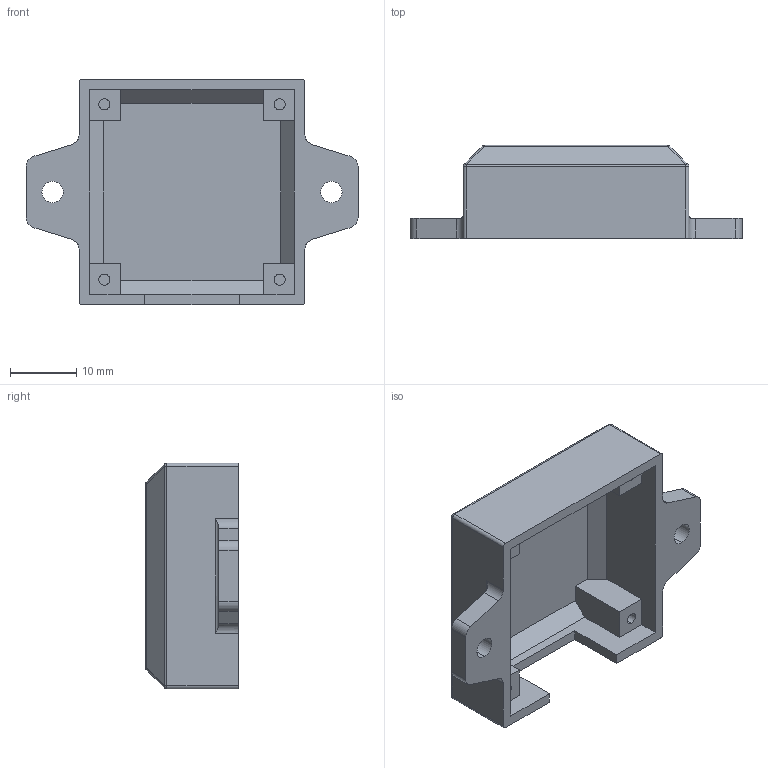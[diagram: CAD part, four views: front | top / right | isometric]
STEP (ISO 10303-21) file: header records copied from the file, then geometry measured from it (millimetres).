
FILE_DESCRIPTION (( 'STEP AP203' ), '1' );
FILE_NAME ('ROS_IMU_housing.STEP', '2021-02-21T02:28:34', ( '' ), ( '' ), 'SwSTEP 2.0', 'SolidWorks 2018', '' );
FILE_SCHEMA (( 'CONFIG_CONTROL_DESIGN' ));
Length unit declared in the file: millimetre
Products named in the file (1): ROS_IMU_housing
Bounding box: 50 x 14 x 34 mm (x, y, z)
Volume: 5139.6 mm3; surface area: 5782.5 mm2
Topology: 1 solids, 1 shells, 92 faces, 234 edges, 144 vertices
Faces by surface type: plane 46, cylinder 38, sphere 8
Entity records: 2827 total; most frequent: CARTESIAN_POINT 495, DIRECTION 484, ORIENTED_EDGE 460, EDGE_CURVE 230, AXIS2_PLACEMENT_3D 165, VECTOR 154, LINE 154, VERTEX_POINT 144
